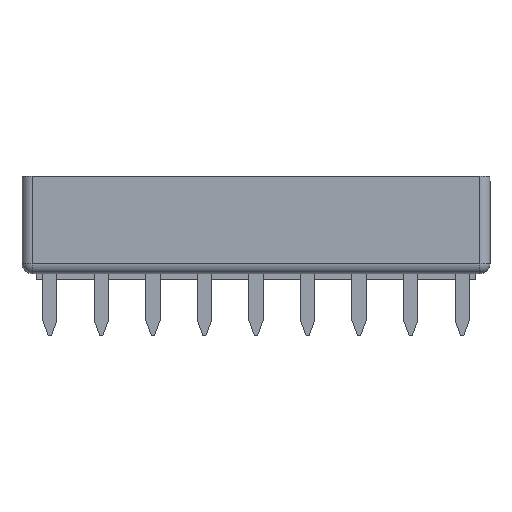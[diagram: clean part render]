
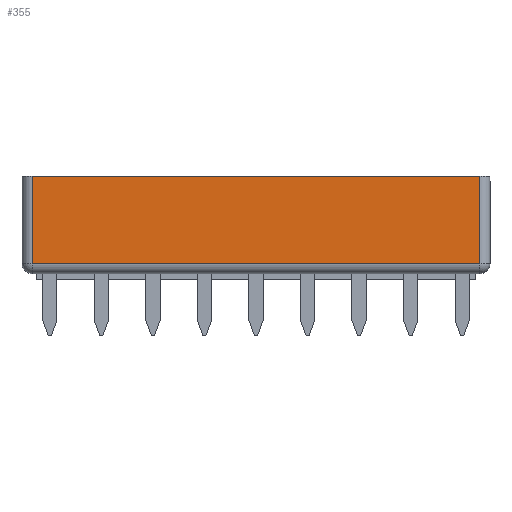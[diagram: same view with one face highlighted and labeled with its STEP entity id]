
A CAD part, front view. The second image highlights one B-rep face of the part: STEP entity #355.
In plain terms, the highlighted planar face has unit normal (0, -1, 0).
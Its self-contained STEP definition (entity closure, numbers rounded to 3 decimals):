
#355=ADVANCED_FACE('',(#10118),#10120,.T.);
#10118=FACE_BOUND('',#10119,.T.);
#10119=EDGE_LOOP('',(#17832,#17833,#17834,#17835));
#10120=PLANE('',#10121);
#10121=AXIS2_PLACEMENT_3D('',#10122,#10123,#10124);
#10122=CARTESIAN_POINT('',(21.69,-1.19,0.3));
#10123=DIRECTION('',(0.,-1.,0.));
#10124=DIRECTION('',(0.,0.,1.));
#17832=ORIENTED_EDGE('',*,*,#22623,.T.);
#17833=ORIENTED_EDGE('',*,*,#22624,.T.);
#17834=ORIENTED_EDGE('',*,*,#22625,.F.);
#17835=ORIENTED_EDGE('',*,*,#22626,.F.);
#22623=EDGE_CURVE('',#25176,#25177,#25178,.T.);
#22624=EDGE_CURVE('',#25177,#25179,#25180,.T.);
#22625=EDGE_CURVE('',#25181,#25179,#25182,.T.);
#22626=EDGE_CURVE('',#25176,#25181,#25183,.T.);
#25176=VERTEX_POINT('',#29288);
#25177=VERTEX_POINT('',#29289);
#25178=LINE('',#29290,#29291);
#25179=VERTEX_POINT('',#29293);
#25180=LINE('',#29294,#29295);
#25181=VERTEX_POINT('',#29297);
#25182=LINE('',#29298,#29299);
#25183=LINE('',#29301,#29302);
#29288=CARTESIAN_POINT('',(21.19,-1.19,0.8));
#29289=CARTESIAN_POINT('',(21.19,-1.19,5.1));
#29290=CARTESIAN_POINT('',(21.19,-1.19,0.8));
#29291=VECTOR('',#29292,1.);
#29292=DIRECTION('',(0.,0.,1.));
#29293=CARTESIAN_POINT('',(-0.87,-1.19,5.1));
#29294=CARTESIAN_POINT('',(21.19,-1.19,5.1));
#29295=VECTOR('',#29296,1.);
#29296=DIRECTION('',(-1.,0.,0.));
#29297=CARTESIAN_POINT('',(-0.87,-1.19,0.8));
#29298=CARTESIAN_POINT('',(-0.87,-1.19,0.8));
#29299=VECTOR('',#29300,1.);
#29300=DIRECTION('',(0.,0.,1.));
#29301=CARTESIAN_POINT('',(21.19,-1.19,0.8));
#29302=VECTOR('',#29303,1.);
#29303=DIRECTION('',(-1.,0.,0.));
